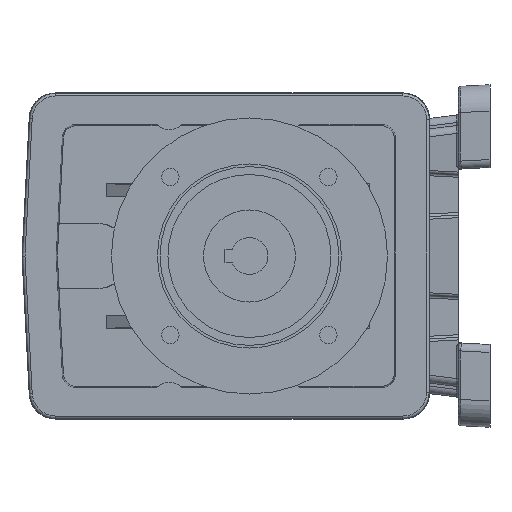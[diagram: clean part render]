
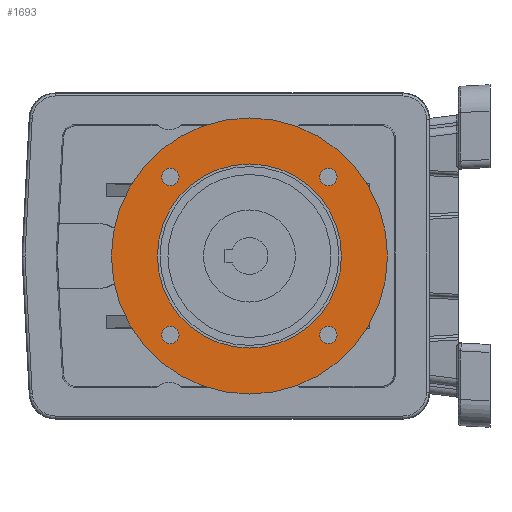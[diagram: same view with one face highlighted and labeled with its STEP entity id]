
A CAD part, left-side view. The second image highlights one B-rep face of the part: STEP entity #1693.
In plain terms, the highlighted planar face has unit normal (-1, 0, 0).
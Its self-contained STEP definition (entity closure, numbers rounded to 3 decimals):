
#1693 = ADVANCED_FACE( '', ( #3533, #3534, #3535, #3536, #3537, #3538 ), #3539, .F. );
#3533 = FACE_BOUND( '', #9846, .T. );
#3534 = FACE_BOUND( '', #9847, .T. );
#3535 = FACE_BOUND( '', #9848, .T. );
#3536 = FACE_BOUND( '', #9849, .T. );
#3537 = FACE_OUTER_BOUND( '', #9850, .T. );
#3538 = FACE_BOUND( '', #9851, .T. );
#3539 = PLANE( '', #9852 );
#9846 = EDGE_LOOP( '', ( #15693 ) );
#9847 = EDGE_LOOP( '', ( #15694 ) );
#9848 = EDGE_LOOP( '', ( #15695 ) );
#9849 = EDGE_LOOP( '', ( #15696 ) );
#9850 = EDGE_LOOP( '', ( #15697 ) );
#9851 = EDGE_LOOP( '', ( #15698 ) );
#9852 = AXIS2_PLACEMENT_3D( '', #15699, #15700, #15701 );
#15693 = ORIENTED_EDGE( '', *, *, #17226, .T. );
#15694 = ORIENTED_EDGE( '', *, *, #17166, .T. );
#15695 = ORIENTED_EDGE( '', *, *, #18006, .T. );
#15696 = ORIENTED_EDGE( '', *, *, #18507, .T. );
#15697 = ORIENTED_EDGE( '', *, *, #16840, .F. );
#15698 = ORIENTED_EDGE( '', *, *, #17190, .T. );
#15699 = CARTESIAN_POINT( '', ( -21.529, 6.5, 68.818 ) );
#15700 = DIRECTION( '', ( 1., 0., 0. ) );
#15701 = DIRECTION( '', ( 0., 1., 0. ) );
#16840 = EDGE_CURVE( '', #19271, #19271, #19272, .T. );
#17166 = EDGE_CURVE( '', #19814, #19814, #19815, .T. );
#17190 = EDGE_CURVE( '', #19852, #19852, #19853, .T. );
#17226 = EDGE_CURVE( '', #19911, #19911, #19912, .T. );
#18006 = EDGE_CURVE( '', #21040, #21040, #21041, .T. );
#18507 = EDGE_CURVE( '', #21640, #21640, #21641, .T. );
#19271 = VERTEX_POINT( '', #22934 );
#19272 = CIRCLE( '', #22935, 52.5 );
#19814 = VERTEX_POINT( '', #24096 );
#19815 = CIRCLE( '', #24097, 3.3 );
#19852 = VERTEX_POINT( '', #24262 );
#19853 = CIRCLE( '', #24263, 3.3 );
#19911 = VERTEX_POINT( '', #24387 );
#19912 = CIRCLE( '', #24388, 3.3 );
#21040 = VERTEX_POINT( '', #26968 );
#21041 = CIRCLE( '', #26969, 3.3 );
#21640 = VERTEX_POINT( '', #28395 );
#21641 = CIRCLE( '', #28396, 35. );
#22934 = CARTESIAN_POINT( '', ( -21.529, 6.5, 121.318 ) );
#22935 = AXIS2_PLACEMENT_3D( '', #29070, #29071, #29072 );
#24096 = CARTESIAN_POINT( '', ( -21.529, -23.552, 35.466 ) );
#24097 = AXIS2_PLACEMENT_3D( '', #29500, #29501, #29502 );
#24262 = CARTESIAN_POINT( '', ( -21.529, 36.552, 102.17 ) );
#24263 = AXIS2_PLACEMENT_3D( '', #29524, #29525, #29526 );
#24387 = CARTESIAN_POINT( '', ( -21.529, -26.852, 98.87 ) );
#24388 = AXIS2_PLACEMENT_3D( '', #29574, #29575, #29576 );
#26968 = CARTESIAN_POINT( '', ( -21.529, 39.852, 38.766 ) );
#26969 = AXIS2_PLACEMENT_3D( '', #30395, #30396, #30397 );
#28395 = CARTESIAN_POINT( '', ( -21.529, 6.5, 103.818 ) );
#28396 = AXIS2_PLACEMENT_3D( '', #30839, #30840, #30841 );
#29070 = CARTESIAN_POINT( '', ( -21.529, 6.5, 68.818 ) );
#29071 = DIRECTION( '', ( 1., 0., 0. ) );
#29072 = DIRECTION( '', ( 0., 0., 1. ) );
#29500 = CARTESIAN_POINT( '', ( -21.529, -23.552, 38.766 ) );
#29501 = DIRECTION( '', ( 1., 0., 0. ) );
#29502 = DIRECTION( '', ( 0., 0., -1. ) );
#29524 = CARTESIAN_POINT( '', ( -21.529, 36.552, 98.87 ) );
#29525 = DIRECTION( '', ( 1., 0., 0. ) );
#29526 = DIRECTION( '', ( 0., 0., 1. ) );
#29574 = CARTESIAN_POINT( '', ( -21.529, -23.552, 98.87 ) );
#29575 = DIRECTION( '', ( 1., 0., 0. ) );
#29576 = DIRECTION( '', ( 0., -1., 0. ) );
#30395 = CARTESIAN_POINT( '', ( -21.529, 36.552, 38.766 ) );
#30396 = DIRECTION( '', ( 1., 0., 0. ) );
#30397 = DIRECTION( '', ( 0., 1., 0. ) );
#30839 = CARTESIAN_POINT( '', ( -21.529, 6.5, 68.818 ) );
#30840 = DIRECTION( '', ( 1., 0., 0. ) );
#30841 = DIRECTION( '', ( 0., 0., 1. ) );
